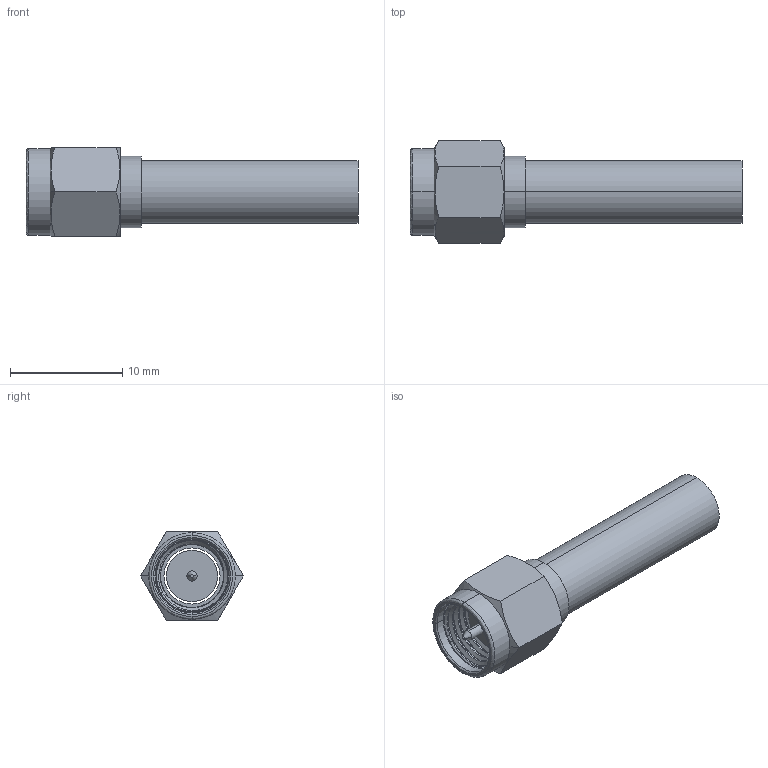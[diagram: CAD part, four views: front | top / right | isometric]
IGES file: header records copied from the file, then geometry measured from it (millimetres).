
Start section:  PTC IGES file: 901-10024-rfx.igs
Global section: file name: 901-10024-rfx.igs; native system: Pro/ENGINEER by Parametric Technology Corporation; preprocessor: 2010160; author: Arun Prabu; organization: Unknown; date: 20101203.121830; units: millimetre
Bounding box: 29.59 x 9.15 x 7.92 mm (x, y, z)
Surface area: 1233.2 mm2 (no closed solid volume)
Topology: 0 solids, 0 shells, 60 faces, 268 edges, 268 vertices
Faces by surface type: revolution 45, bspline 15
